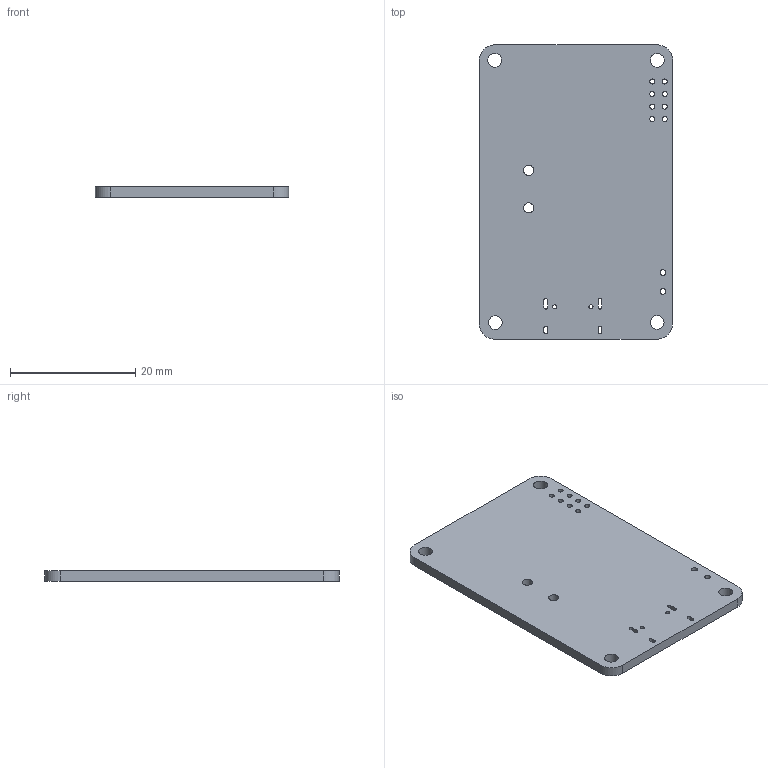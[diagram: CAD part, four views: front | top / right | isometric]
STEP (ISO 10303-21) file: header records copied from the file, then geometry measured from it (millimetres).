
FILE_DESCRIPTION(('KiCad electronic assembly'),'2;1');
FILE_NAME('XSense.step','2021-12-23T18:02:54',('Pcbnew'),('Kicad'), 'Open CASCADE STEP processor 7.5','KiCad to STEP converter','Unknown' );
FILE_SCHEMA(('AUTOMOTIVE_DESIGN { 1 0 10303 214 1 1 1 1 }'));
Length unit declared in the file: millimetre
Products named in the file (2): XSense 1; _autosave-XSense PCB
Assembly tree (1 placements, depth 2):
  XSense 1
    _autosave-XSense PCB
Bounding box: 30.83 x 46.92 x 1.6 mm (x, y, z)
Volume: 2260 mm3; surface area: 3198.1 mm2
Topology: 1 solids, 1 shells, 44 faces, 126 edges, 84 vertices
Faces by surface type: cylinder 30, plane 14
Full cylindrical faces by diameter (mm): 0.65 x2, 0.8 x8, 0.9 x2, 1.6 x2, 2.2 x4
Entity records: 3423 total; most frequent: CARTESIAN_POINT 868, DIRECTION 470, LINE 258, VECTOR 258, ORIENTED_EDGE 252, PCURVE 252, DEFINITIONAL_REPRESENTATION 252, EDGE_CURVE 126
